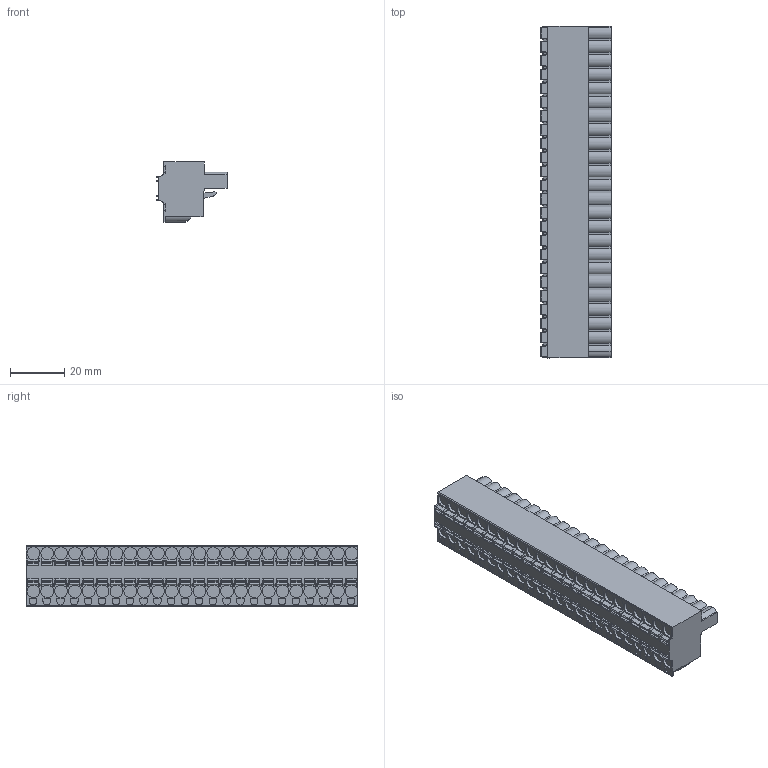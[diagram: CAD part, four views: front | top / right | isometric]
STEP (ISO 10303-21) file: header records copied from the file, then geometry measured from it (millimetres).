
FILE_DESCRIPTION((''),'2;1');
FILE_NAME('11111','2024-09-30T11:14:50',('tluser'),(''),'CREO PARAMETRIC BY PTC INC, 2018100','CREO PARAMETRIC BY PTC INC, 2018100','');
FILE_SCHEMA(('CONFIG_CONTROL_DESIGN'));
Length unit declared in the file: millimetre
Products named in the file (1): 11111
Bounding box: 25.72 x 121.82 x 22.1 mm (x, y, z)
Volume: 44037.2 mm3; surface area: 15910.7 mm2
Topology: 1 solids, 1 shells, 1874 faces, 5029 edges, 3344 vertices
Faces by surface type: plane 1141, cylinder 729, bspline 4
Entity records: 59025 total; most frequent: CARTESIAN_POINT 10878, ORIENTED_EDGE 10050, DIRECTION 10029, EDGE_CURVE 5025, VECTOR 3479, LINE 3479, VERTEX_POINT 3344, AXIS2_PLACEMENT_3D 3275
